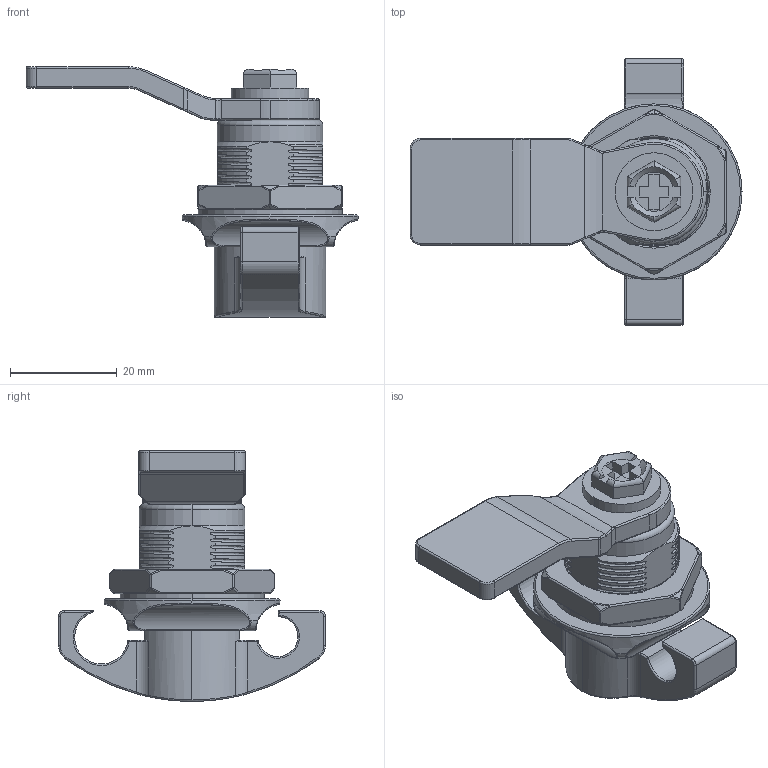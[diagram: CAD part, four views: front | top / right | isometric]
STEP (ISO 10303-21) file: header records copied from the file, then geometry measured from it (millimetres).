
FILE_DESCRIPTION (( 'STEP AP214' ), '1' );
FILE_NAME ('MS-714-3.STEP', '2019-06-14T07:20:29', ( '' ), ( '' ), 'SwSTEP 2.0', 'SolidWorks 2010', '' );
FILE_SCHEMA (( 'AUTOMOTIVE_DESIGN' ));
Length unit declared in the file: millimetre
Products named in the file (7): 擋片; 六角螺母; 螺絲; 主體; MS-714-3; 防水墊片; 把手
Assembly tree (6 placements, depth 2):
  MS-714-3
    防水墊片
    把手
    六角螺母
    主體
    螺絲
    擋片
Bounding box: 62.25 x 50 x 47 mm (x, y, z)
Volume: 22021.6 mm3; surface area: 13944.6 mm2
Topology: 6 solids, 6 shells, 577 faces, 1427 edges, 863 vertices
Faces by surface type: bspline 183, cylinder 175, plane 95, torus 67, sphere 36, cone 21
Entity records: 26139 total; most frequent: CARTESIAN_POINT 14031, ORIENTED_EDGE 2830, DIRECTION 2063, EDGE_CURVE 1415, VERTEX_POINT 859, AXIS2_PLACEMENT_3D 832, EDGE_LOOP 594, ADVANCED_FACE 577
